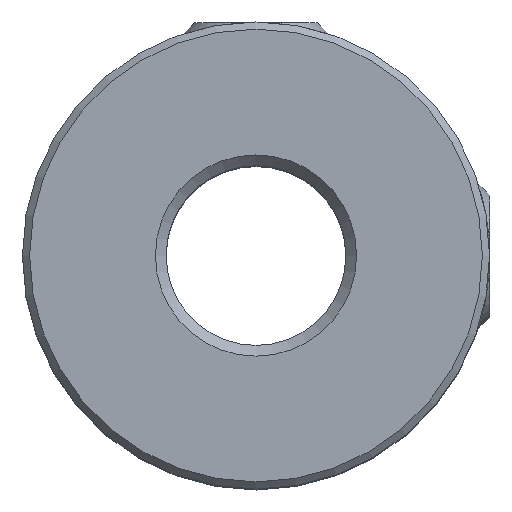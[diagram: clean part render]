
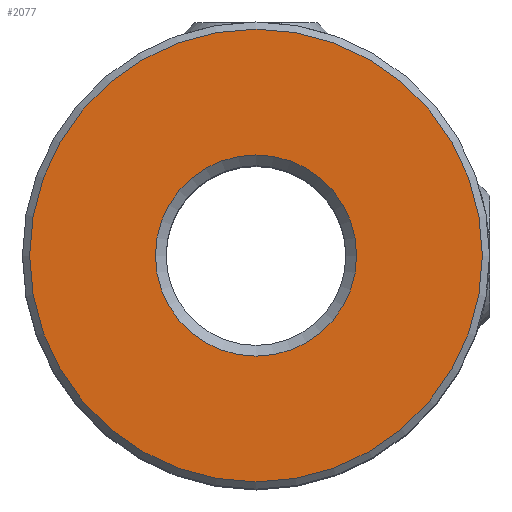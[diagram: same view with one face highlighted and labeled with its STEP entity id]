
A CAD part, top view. The second image highlights one B-rep face of the part: STEP entity #2077.
In plain terms, the highlighted planar face has unit normal (0, 0, 1).
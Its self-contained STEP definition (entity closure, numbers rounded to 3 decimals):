
#101 = CONICAL_SURFACE('',#102,2.5,0.785);
#102 = AXIS2_PLACEMENT_3D('',#103,#104,#105);
#103 = CARTESIAN_POINT('',(0.,0.,4.2));
#104 = DIRECTION('',(0.,0.,1.));
#105 = DIRECTION('',(1.,0.,0.));
#839 = VERTEX_POINT('',#840);
#840 = CARTESIAN_POINT('',(2.8,0.,4.5));
#861 = EDGE_CURVE('',#839,#839,#862,.T.);
#862 = SURFACE_CURVE('',#863,(#868,#874),.PCURVE_S1.);
#863 = CIRCLE('',#864,2.8);
#864 = AXIS2_PLACEMENT_3D('',#865,#866,#867);
#865 = CARTESIAN_POINT('',(0.,0.,4.5));
#866 = DIRECTION('',(0.,0.,-1.));
#867 = DIRECTION('',(1.,0.,0.));
#868 = PCURVE('',#101,#869);
#869 = DEFINITIONAL_REPRESENTATION('',(#870),#873);
#870 = B_SPLINE_CURVE_WITH_KNOTS('',1,(#871,#872),.UNSPECIFIED.,.F.,.F.,
  (2,2),(-0.,6.283),.PIECEWISE_BEZIER_KNOTS.);
#871 = CARTESIAN_POINT('',(0.,0.3));
#872 = CARTESIAN_POINT('',(-6.283,0.3));
#873 = ( GEOMETRIC_REPRESENTATION_CONTEXT(2) 
PARAMETRIC_REPRESENTATION_CONTEXT() REPRESENTATION_CONTEXT('2D SPACE',''
  ) );
#874 = PCURVE('',#875,#880);
#875 = PLANE('',#876);
#876 = AXIS2_PLACEMENT_3D('',#877,#878,#879);
#877 = CARTESIAN_POINT('',(0.,0.,4.5));
#878 = DIRECTION('',(0.,0.,-1.));
#879 = DIRECTION('',(1.,0.,0.));
#880 = DEFINITIONAL_REPRESENTATION('',(#881),#885);
#881 = CIRCLE('',#882,2.8);
#882 = AXIS2_PLACEMENT_2D('',#883,#884);
#883 = CARTESIAN_POINT('',(0.,0.));
#884 = DIRECTION('',(1.,-0.));
#885 = ( GEOMETRIC_REPRESENTATION_CONTEXT(2) 
PARAMETRIC_REPRESENTATION_CONTEXT() REPRESENTATION_CONTEXT('2D SPACE',''
  ) );
#2077 = ADVANCED_FACE('',(#2078,#2081),#875,.F.);
#2078 = FACE_BOUND('',#2079,.T.);
#2079 = EDGE_LOOP('',(#2080));
#2080 = ORIENTED_EDGE('',*,*,#861,.T.);
#2081 = FACE_BOUND('',#2082,.T.);
#2082 = EDGE_LOOP('',(#2083));
#2083 = ORIENTED_EDGE('',*,*,#2084,.F.);
#2084 = EDGE_CURVE('',#2085,#2085,#2087,.T.);
#2085 = VERTEX_POINT('',#2086);
#2086 = CARTESIAN_POINT('',(6.3,0.,4.5));
#2087 = SURFACE_CURVE('',#2088,(#2093,#2100),.PCURVE_S1.);
#2088 = CIRCLE('',#2089,6.3);
#2089 = AXIS2_PLACEMENT_3D('',#2090,#2091,#2092);
#2090 = CARTESIAN_POINT('',(0.,0.,4.5));
#2091 = DIRECTION('',(0.,0.,-1.));
#2092 = DIRECTION('',(1.,0.,0.));
#2093 = PCURVE('',#875,#2094);
#2094 = DEFINITIONAL_REPRESENTATION('',(#2095),#2099);
#2095 = CIRCLE('',#2096,6.3);
#2096 = AXIS2_PLACEMENT_2D('',#2097,#2098);
#2097 = CARTESIAN_POINT('',(0.,0.));
#2098 = DIRECTION('',(1.,-0.));
#2099 = ( GEOMETRIC_REPRESENTATION_CONTEXT(2) 
PARAMETRIC_REPRESENTATION_CONTEXT() REPRESENTATION_CONTEXT('2D SPACE',''
  ) );
#2100 = PCURVE('',#2101,#2106);
#2101 = CONICAL_SURFACE('',#2102,6.3,0.785);
#2102 = AXIS2_PLACEMENT_3D('',#2103,#2104,#2105);
#2103 = CARTESIAN_POINT('',(0.,0.,4.5));
#2104 = DIRECTION('',(0.,0.,-1.));
#2105 = DIRECTION('',(1.,0.,0.));
#2106 = DEFINITIONAL_REPRESENTATION('',(#2107),#2110);
#2107 = B_SPLINE_CURVE_WITH_KNOTS('',1,(#2108,#2109),.UNSPECIFIED.,.F.,
  .F.,(2,2),(0.,6.283),.PIECEWISE_BEZIER_KNOTS.);
#2108 = CARTESIAN_POINT('',(0.,0.));
#2109 = CARTESIAN_POINT('',(6.283,0.));
#2110 = ( GEOMETRIC_REPRESENTATION_CONTEXT(2) 
PARAMETRIC_REPRESENTATION_CONTEXT() REPRESENTATION_CONTEXT('2D SPACE',''
  ) );
